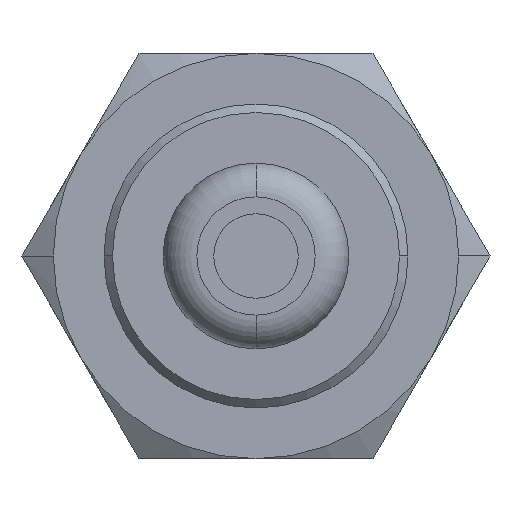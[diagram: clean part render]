
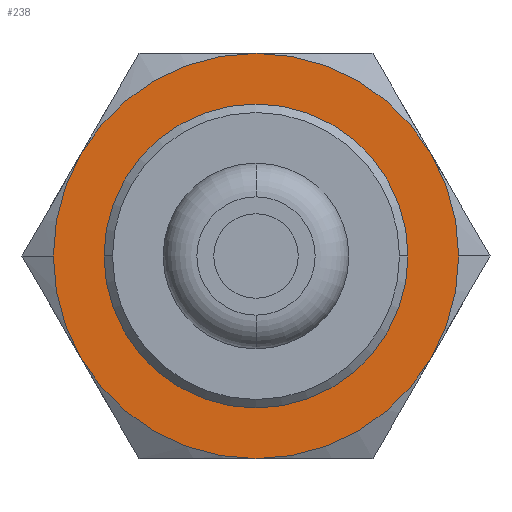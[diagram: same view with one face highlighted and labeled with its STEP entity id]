
A CAD part, front view. The second image highlights one B-rep face of the part: STEP entity #238.
In plain terms, the highlighted planar face has unit normal (0, -1, 0).
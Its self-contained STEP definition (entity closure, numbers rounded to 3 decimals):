
#238=ADVANCED_FACE('',(#416,#417),#418,.T.);
#416=FACE_OUTER_BOUND('',#633,.T.);
#417=FACE_BOUND('',#634,.T.);
#418=PLANE('',#635);
#633=EDGE_LOOP('',(#1205,#1206,#1207,#1208,#1209,#1210,#1211,#1212));
#634=EDGE_LOOP('',(#1213,#1214));
#635=AXIS2_PLACEMENT_3D('',#1215,#1216,#1217);
#1205=ORIENTED_EDGE('',*,*,#1633,.F.);
#1206=ORIENTED_EDGE('',*,*,#1619,.F.);
#1207=ORIENTED_EDGE('',*,*,#1622,.F.);
#1208=ORIENTED_EDGE('',*,*,#1624,.F.);
#1209=ORIENTED_EDGE('',*,*,#1617,.F.);
#1210=ORIENTED_EDGE('',*,*,#1628,.F.);
#1211=ORIENTED_EDGE('',*,*,#1631,.F.);
#1212=ORIENTED_EDGE('',*,*,#1613,.F.);
#1213=ORIENTED_EDGE('',*,*,#1653,.T.);
#1214=ORIENTED_EDGE('',*,*,#1597,.T.);
#1215=CARTESIAN_POINT('',(10.5,-8.0,0.0));
#1216=DIRECTION('',(0.0,-1.0,0.0));
#1217=DIRECTION('',(-1.0,0.0,0.0));
#1597=EDGE_CURVE('',#1902,#1899,#1903,.T.);
#1613=EDGE_CURVE('',#1929,#1932,#1933,.T.);
#1617=EDGE_CURVE('',#1938,#1936,#1940,.T.);
#1619=EDGE_CURVE('',#1942,#1944,#1945,.T.);
#1622=EDGE_CURVE('',#1948,#1942,#1950,.T.);
#1624=EDGE_CURVE('',#1936,#1948,#1952,.T.);
#1628=EDGE_CURVE('',#1956,#1938,#1958,.T.);
#1631=EDGE_CURVE('',#1932,#1956,#1962,.T.);
#1633=EDGE_CURVE('',#1944,#1929,#1964,.T.);
#1653=EDGE_CURVE('',#1899,#1902,#1992,.T.);
#1899=VERTEX_POINT('',#2334);
#1902=VERTEX_POINT('',#2338);
#1903=CIRCLE('',#2339,9.0);
#1929=VERTEX_POINT('',#2394);
#1932=VERTEX_POINT('',#2398);
#1933=CIRCLE('',#2399,12.0);
#1936=VERTEX_POINT('',#2413);
#1938=VERTEX_POINT('',#2416);
#1940=CIRCLE('',#2429,12.0);
#1942=VERTEX_POINT('',#2431);
#1944=VERTEX_POINT('',#2444);
#1945=CIRCLE('',#2445,12.0);
#1948=VERTEX_POINT('',#2459);
#1950=CIRCLE('',#2472,12.0);
#1952=CIRCLE('',#2485,12.0);
#1956=VERTEX_POINT('',#2511);
#1958=CIRCLE('',#2524,12.0);
#1962=CIRCLE('',#2550,12.0);
#1964=CIRCLE('',#2563,12.0);
#1992=CIRCLE('',#2701,9.0);
#2334=CARTESIAN_POINT('',(9.0,-8.0,0.0));
#2338=CARTESIAN_POINT('',(-9.0,-8.0,0.));
#2339=AXIS2_PLACEMENT_3D('',#3355,#3356,#3357);
#2394=CARTESIAN_POINT('',(12.0,-8.0,0.));
#2398=CARTESIAN_POINT('',(10.392,-8.0,-6.0));
#2399=AXIS2_PLACEMENT_3D('',#3381,#3382,#3383);
#2413=CARTESIAN_POINT('',(-12.0,-8.0,0.));
#2416=CARTESIAN_POINT('',(-10.392,-8.0,-6.0));
#2429=AXIS2_PLACEMENT_3D('',#3385,#3386,#3387);
#2431=CARTESIAN_POINT('',(0.,-8.0,12.0));
#2444=CARTESIAN_POINT('',(10.392,-8.0,6.0));
#2445=AXIS2_PLACEMENT_3D('',#3388,#3389,#3390);
#2459=CARTESIAN_POINT('',(-10.392,-8.0,6.0));
#2472=AXIS2_PLACEMENT_3D('',#3391,#3392,#3393);
#2485=AXIS2_PLACEMENT_3D('',#3394,#3395,#3396);
#2511=CARTESIAN_POINT('',(0.0,-8.0,-12.0));
#2524=AXIS2_PLACEMENT_3D('',#3397,#3398,#3399);
#2550=AXIS2_PLACEMENT_3D('',#3400,#3401,#3402);
#2563=AXIS2_PLACEMENT_3D('',#3403,#3404,#3405);
#2701=AXIS2_PLACEMENT_3D('',#3433,#3434,#3435);
#3355=CARTESIAN_POINT('',(0.0,-8.0,0.0));
#3356=DIRECTION('',(0.0,1.0,0.0));
#3357=DIRECTION('',(1.0,0.0,0.0));
#3381=CARTESIAN_POINT('',(0.0,-8.0,0.0));
#3382=DIRECTION('',(0.0,1.0,0.0));
#3383=DIRECTION('',(1.0,0.0,0.0));
#3385=CARTESIAN_POINT('',(0.0,-8.0,0.0));
#3386=DIRECTION('',(0.0,1.0,0.0));
#3387=DIRECTION('',(1.0,0.0,0.0));
#3388=CARTESIAN_POINT('',(0.0,-8.0,0.0));
#3389=DIRECTION('',(0.0,1.0,0.0));
#3390=DIRECTION('',(1.0,0.0,0.0));
#3391=CARTESIAN_POINT('',(0.0,-8.0,0.0));
#3392=DIRECTION('',(0.0,1.0,0.0));
#3393=DIRECTION('',(1.0,0.0,0.0));
#3394=CARTESIAN_POINT('',(0.0,-8.0,0.0));
#3395=DIRECTION('',(0.0,1.0,0.0));
#3396=DIRECTION('',(1.0,0.0,0.0));
#3397=CARTESIAN_POINT('',(0.0,-8.0,0.0));
#3398=DIRECTION('',(0.0,1.0,0.0));
#3399=DIRECTION('',(1.0,0.0,0.0));
#3400=CARTESIAN_POINT('',(0.0,-8.0,0.0));
#3401=DIRECTION('',(0.0,1.0,0.0));
#3402=DIRECTION('',(1.0,0.0,0.0));
#3403=CARTESIAN_POINT('',(0.0,-8.0,0.0));
#3404=DIRECTION('',(0.0,1.0,0.0));
#3405=DIRECTION('',(1.0,0.0,0.0));
#3433=CARTESIAN_POINT('',(0.0,-8.0,0.0));
#3434=DIRECTION('',(0.0,1.0,0.0));
#3435=DIRECTION('',(1.0,0.0,0.0));
